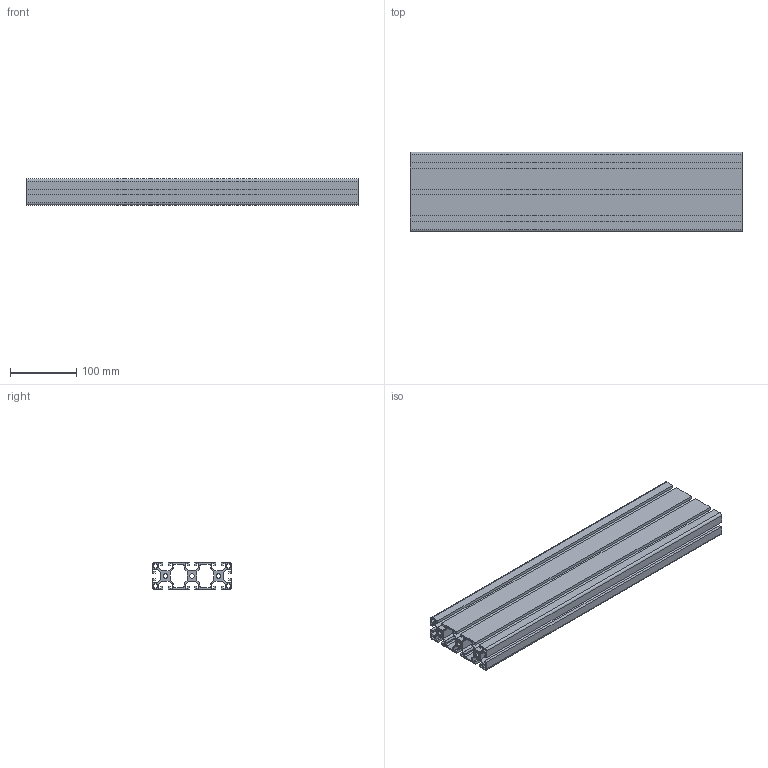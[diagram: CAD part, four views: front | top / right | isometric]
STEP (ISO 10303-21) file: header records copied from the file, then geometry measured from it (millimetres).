
FILE_DESCRIPTION (( 'STEP AP214' ), '1' );
FILE_NAME ('RP1155 120x40 Light.STEP', '2026-02-13T07:06:51', ( '' ), ( '' ), 'SwSTEP 2.0', 'SolidWorks 2026', '' );
FILE_SCHEMA (( 'AUTOMOTIVE_DESIGN' ));
Length unit declared in the file: millimetre
Products named in the file (1): RP1155 120x40 Light
Bounding box: 500 x 120 x 40 mm (x, y, z)
Volume: 778427 mm3; surface area: 557434.5 mm2
Topology: 1 solids, 1 shells, 208 faces, 618 edges, 412 vertices
Faces by surface type: plane 166, cylinder 42
Entity records: 6965 total; most frequent: CARTESIAN_POINT 1239, ORIENTED_EDGE 1236, DIRECTION 1120, EDGE_CURVE 618, VECTOR 534, LINE 534, VERTEX_POINT 412, AXIS2_PLACEMENT_3D 293
